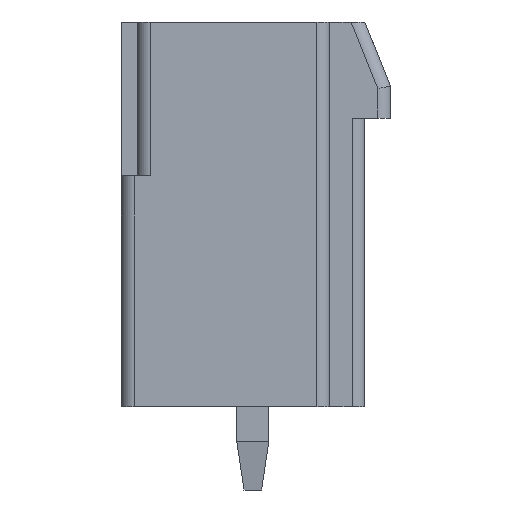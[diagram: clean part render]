
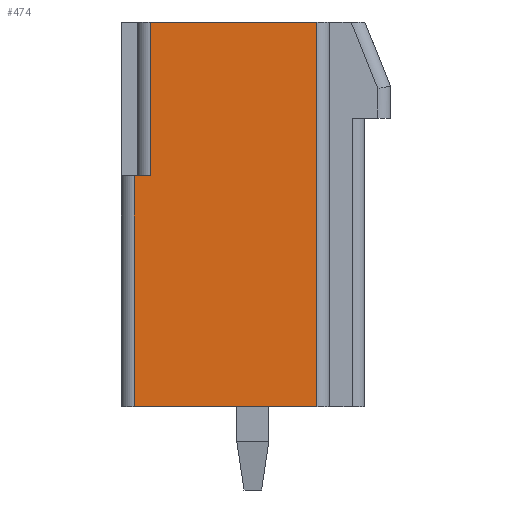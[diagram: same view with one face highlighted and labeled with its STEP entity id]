
A CAD part, left-side view. The second image highlights one B-rep face of the part: STEP entity #474.
In plain terms, the highlighted planar face has unit normal (-1, 0, 0).
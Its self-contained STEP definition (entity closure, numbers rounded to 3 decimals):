
#474 = ADVANCED_FACE( '', ( #1084 ), #1085, .T. );
#1084 = FACE_OUTER_BOUND( '', #1892, .T. );
#1085 = PLANE( '', #1893 );
#1892 = EDGE_LOOP( '', ( #2919, #2920, #2921, #2922, #2923, #2924 ) );
#1893 = AXIS2_PLACEMENT_3D( '', #2925, #2926, #2927 );
#2919 = ORIENTED_EDGE( '', *, *, #5075, .T. );
#2920 = ORIENTED_EDGE( '', *, *, #4962, .T. );
#2921 = ORIENTED_EDGE( '', *, *, #5076, .F. );
#2922 = ORIENTED_EDGE( '', *, *, #5077, .T. );
#2923 = ORIENTED_EDGE( '', *, *, #5078, .T. );
#2924 = ORIENTED_EDGE( '', *, *, #5079, .T. );
#2925 = CARTESIAN_POINT( '', ( -3.68, 0., 0. ) );
#2926 = DIRECTION( '', ( -1., 0., 0. ) );
#2927 = DIRECTION( '', ( 0., 0., 1. ) );
#4962 = EDGE_CURVE( '', #5952, #5956, #5958, .T. );
#5075 = EDGE_CURVE( '', #6145, #5952, #6146, .T. );
#5076 = EDGE_CURVE( '', #6147, #5956, #6148, .T. );
#5077 = EDGE_CURVE( '', #6147, #6149, #6150, .T. );
#5078 = EDGE_CURVE( '', #6149, #6151, #6152, .T. );
#5079 = EDGE_CURVE( '', #6151, #6145, #6153, .T. );
#5952 = VERTEX_POINT( '', #7364 );
#5956 = VERTEX_POINT( '', #7369 );
#5958 = LINE( '', #7371, #7372 );
#6145 = VERTEX_POINT( '', #7629 );
#6146 = LINE( '', #7630, #7631 );
#6147 = VERTEX_POINT( '', #7632 );
#6148 = LINE( '', #7633, #7634 );
#6149 = VERTEX_POINT( '', #7635 );
#6150 = LINE( '', #7636, #7637 );
#6151 = VERTEX_POINT( '', #7638 );
#6152 = LINE( '', #7639, #7640 );
#6153 = LINE( '', #7641, #7642 );
#7364 = CARTESIAN_POINT( '', ( -3.68, 7.5, 12. ) );
#7369 = CARTESIAN_POINT( '', ( -3.68, 7.5, 7.2 ) );
#7371 = CARTESIAN_POINT( '', ( -3.68, 7.5, 0. ) );
#7372 = VECTOR( '', #9112, 1000. );
#7629 = CARTESIAN_POINT( '', ( -3.68, 2.3, 12. ) );
#7630 = CARTESIAN_POINT( '', ( -3.68, 1.9, 12. ) );
#7631 = VECTOR( '', #9228, 1000. );
#7632 = CARTESIAN_POINT( '', ( -3.68, 8., 7.2 ) );
#7633 = CARTESIAN_POINT( '', ( -3.68, 8.4, 7.2 ) );
#7634 = VECTOR( '', #9229, 1000. );
#7635 = CARTESIAN_POINT( '', ( -3.68, 8., 0. ) );
#7636 = CARTESIAN_POINT( '', ( -3.68, 8., 0. ) );
#7637 = VECTOR( '', #9230, 1000. );
#7638 = CARTESIAN_POINT( '', ( -3.68, 2.3, 0. ) );
#7639 = CARTESIAN_POINT( '', ( -3.68, 7.9, 0. ) );
#7640 = VECTOR( '', #9231, 1000. );
#7641 = CARTESIAN_POINT( '', ( -3.68, 2.3, 12. ) );
#7642 = VECTOR( '', #9232, 1000. );
#9112 = DIRECTION( '', ( 0., 0., -1. ) );
#9228 = DIRECTION( '', ( 0., 1., 0. ) );
#9229 = DIRECTION( '', ( 0., -1., 0. ) );
#9230 = DIRECTION( '', ( 0., 0., -1. ) );
#9231 = DIRECTION( '', ( 0., -1., 0. ) );
#9232 = DIRECTION( '', ( 0., 0., 1. ) );
